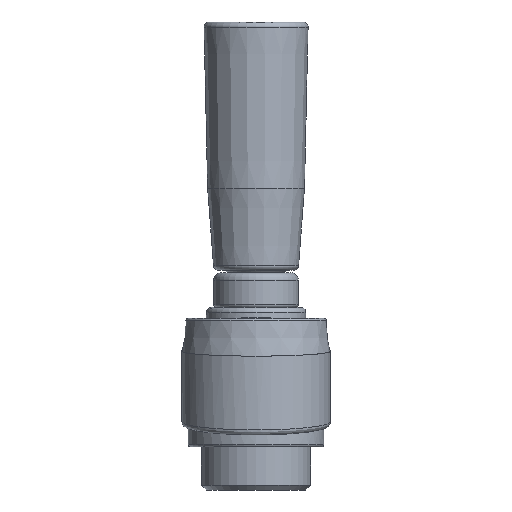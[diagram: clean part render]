
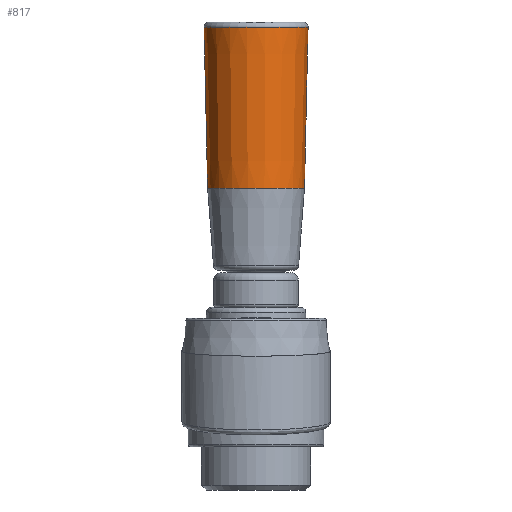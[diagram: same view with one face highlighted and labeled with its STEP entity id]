
A CAD part, left-side view. The second image highlights one B-rep face of the part: STEP entity #817.
In plain terms, the highlighted conical face has half-angle 1.283 degrees and reference radius 9.75 mm.
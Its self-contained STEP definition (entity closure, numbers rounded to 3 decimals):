
#817 = ADVANCED_FACE( '', ( #1755, #1756 ), #1757, .T. );
#1755 = FACE_OUTER_BOUND( '', #6862, .T. );
#1756 = FACE_BOUND( '', #6863, .T. );
#1757 = CONICAL_SURFACE( '', #6864, 9.75, 0.022 );
#6862 = EDGE_LOOP( '', ( #10392 ) );
#6863 = EDGE_LOOP( '', ( #10393 ) );
#6864 = AXIS2_PLACEMENT_3D( '', #10394, #10395, #10396 );
#10392 = ORIENTED_EDGE( '', *, *, #11981, .T. );
#10393 = ORIENTED_EDGE( '', *, *, #11982, .T. );
#10394 = CARTESIAN_POINT( '', ( 80., 0., 49.8 ) );
#10395 = DIRECTION( '', ( 0., 0., 1. ) );
#10396 = DIRECTION( '', ( 0., -1., 0. ) );
#11981 = EDGE_CURVE( '', #13513, #13513, #13514, .T. );
#11982 = EDGE_CURVE( '', #13515, #13515, #13516, .T. );
#13513 = VERTEX_POINT( '', #18522 );
#13514 = CIRCLE( '', #18523, 10.477 );
#13515 = VERTEX_POINT( '', #18524 );
#13516 = CIRCLE( '', #18525, 9.75 );
#18522 = CARTESIAN_POINT( '', ( 80., 10.477, 82.278 ) );
#18523 = AXIS2_PLACEMENT_3D( '', #19745, #19746, #19747 );
#18524 = CARTESIAN_POINT( '', ( 80., -9.75, 49.8 ) );
#18525 = AXIS2_PLACEMENT_3D( '', #19748, #19749, #19750 );
#19745 = CARTESIAN_POINT( '', ( 80., 0., 82.278 ) );
#19746 = DIRECTION( '', ( 0., 0., -1. ) );
#19747 = DIRECTION( '', ( 0., 1., 0. ) );
#19748 = CARTESIAN_POINT( '', ( 80., 0., 49.8 ) );
#19749 = DIRECTION( '', ( 0., 0., 1. ) );
#19750 = DIRECTION( '', ( 0., -1., 0. ) );
